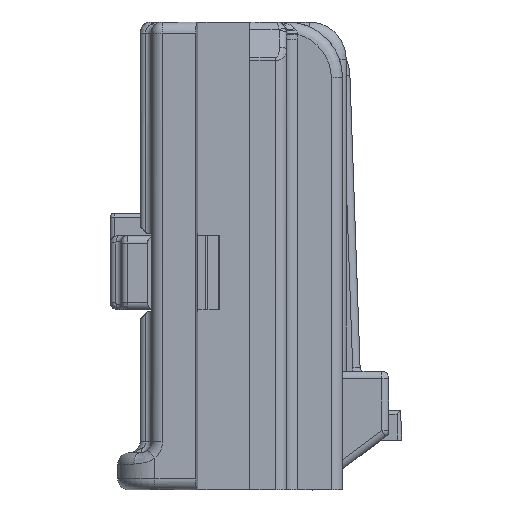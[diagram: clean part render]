
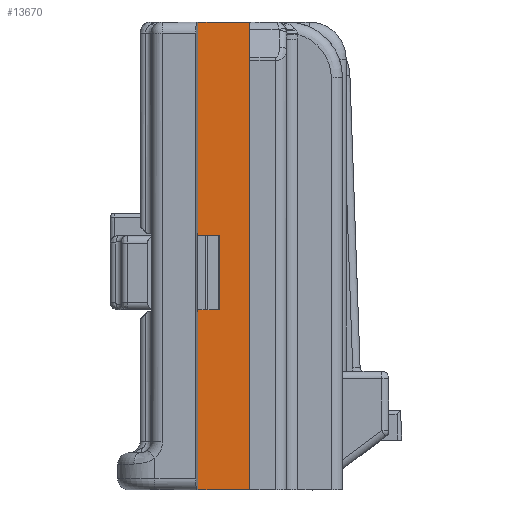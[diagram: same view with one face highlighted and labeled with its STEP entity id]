
A CAD part, left-side view. The second image highlights one B-rep face of the part: STEP entity #13670.
In plain terms, the highlighted planar face has unit normal (-1, 0, 0).
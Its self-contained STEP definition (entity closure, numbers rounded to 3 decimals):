
#533=DIRECTION('',(0.,0.,1.));
#534=VECTOR('',#533,2.1);
#535=CARTESIAN_POINT('',(-10.3,1.3,4.8));
#536=LINE('',#535,#534);
#537=DIRECTION('',(0.,0.,1.));
#538=VECTOR('',#537,5.7);
#539=CARTESIAN_POINT('',(-10.3,1.243,6.9));
#540=LINE('',#539,#538);
#541=DIRECTION('',(0.,0.,-1.));
#542=VECTOR('',#541,0.089);
#543=CARTESIAN_POINT('',(-10.3,-0.15,12.6));
#544=LINE('',#543,#542);
#545=DIRECTION('',(0.,0.,-1.));
#546=VECTOR('',#545,12.511);
#547=CARTESIAN_POINT('',(-10.3,-0.15,12.511));
#548=LINE('',#547,#546);
#549=DIRECTION('',(0.,1.,0.));
#550=VECTOR('',#549,1.393);
#551=CARTESIAN_POINT('',(-10.3,-0.15,0.));
#552=LINE('',#551,#550);
#553=DIRECTION('',(0.,1.,0.));
#554=VECTOR('',#553,0.565);
#555=CARTESIAN_POINT('',(-10.3,0.659,6.85));
#556=LINE('',#555,#554);
#596=DIRECTION('',(0.,0.,-1.));
#597=VECTOR('',#596,2.);
#598=CARTESIAN_POINT('',(-10.3,0.659,6.85));
#599=LINE('',#598,#597);
#626=DIRECTION('',(0.,1.,0.));
#627=VECTOR('',#626,0.565);
#628=CARTESIAN_POINT('',(-10.3,0.659,4.85));
#629=LINE('',#628,#627);
#830=DIRECTION('',(0.,1.,0.));
#831=VECTOR('',#830,0.057);
#832=CARTESIAN_POINT('',(-10.3,1.243,6.9));
#833=LINE('',#832,#831);
#978=DIRECTION('',(0.,1.,0.));
#979=VECTOR('',#978,1.393);
#980=CARTESIAN_POINT('',(-10.3,-0.15,12.6));
#981=LINE('',#980,#979);
#3844=DIRECTION('',(0.,0.,-1.));
#3845=VECTOR('',#3844,4.8);
#3846=CARTESIAN_POINT('',(-10.3,1.243,4.8));
#3847=LINE('',#3846,#3845);
#3918=DIRECTION('',(0.,1.,0.));
#3919=VECTOR('',#3918,0.057);
#3920=CARTESIAN_POINT('',(-10.3,1.243,4.8));
#3921=LINE('',#3920,#3919);
#8655=DIRECTION('',(0.,0.,1.));
#8656=VECTOR('',#8655,2.);
#8657=CARTESIAN_POINT('',(-10.3,1.224,4.85));
#8658=LINE('',#8657,#8656);
#10398=CARTESIAN_POINT('',(-10.3,1.243,0.));
#10399=VERTEX_POINT('',#10398);
#10400=CARTESIAN_POINT('',(-10.3,-0.15,0.));
#10401=VERTEX_POINT('',#10400);
#10648=CARTESIAN_POINT('',(-10.3,-0.15,12.6));
#10649=VERTEX_POINT('',#10648);
#10650=CARTESIAN_POINT('',(-10.3,1.243,12.6));
#10651=VERTEX_POINT('',#10650);
#11258=CARTESIAN_POINT('',(-10.3,-0.15,12.511));
#11259=VERTEX_POINT('',#11258);
#12691=CARTESIAN_POINT('',(-10.3,0.659,4.85));
#12692=CARTESIAN_POINT('',(-10.3,1.224,4.85));
#12693=VERTEX_POINT('',#12691);
#12694=VERTEX_POINT('',#12692);
#12695=CARTESIAN_POINT('',(-10.3,0.659,6.85));
#12696=CARTESIAN_POINT('',(-10.3,1.224,6.85));
#12697=VERTEX_POINT('',#12695);
#12698=VERTEX_POINT('',#12696);
#12707=CARTESIAN_POINT('',(-10.3,1.243,6.9));
#12708=VERTEX_POINT('',#12707);
#12709=CARTESIAN_POINT('',(-10.3,1.243,4.8));
#12710=VERTEX_POINT('',#12709);
#12736=CARTESIAN_POINT('',(-10.3,1.3,6.9));
#12738=VERTEX_POINT('',#12736);
#12761=CARTESIAN_POINT('',(-10.3,1.3,4.8));
#12763=VERTEX_POINT('',#12761);
#13637=CARTESIAN_POINT('',(-10.3,-0.15,12.6));
#13638=DIRECTION('',(1.,0.,0.));
#13639=DIRECTION('',(0.,1.,0.));
#13640=AXIS2_PLACEMENT_3D('',#13637,#13638,#13639);
#13641=PLANE('',#13640);
#13643=ORIENTED_EDGE('',*,*,#13642,.T.);
#13645=ORIENTED_EDGE('',*,*,#13644,.F.);
#13647=ORIENTED_EDGE('',*,*,#13646,.T.);
#13649=ORIENTED_EDGE('',*,*,#13648,.F.);
#13651=ORIENTED_EDGE('',*,*,#13650,.T.);
#13652=ORIENTED_EDGE('',*,*,#13625,.T.);
#13653=ORIENTED_EDGE('',*,*,#13292,.T.);
#13655=ORIENTED_EDGE('',*,*,#13654,.F.);
#13657=ORIENTED_EDGE('',*,*,#13656,.T.);
#13658=EDGE_LOOP('',(#13643,#13645,#13647,#13649,#13651,#13652,#13653,#13655,
#13657));
#13659=FACE_OUTER_BOUND('',#13658,.F.);
#13661=ORIENTED_EDGE('',*,*,#13660,.T.);
#13663=ORIENTED_EDGE('',*,*,#13662,.F.);
#13665=ORIENTED_EDGE('',*,*,#13664,.F.);
#13667=ORIENTED_EDGE('',*,*,#13666,.F.);
#13668=EDGE_LOOP('',(#13661,#13663,#13665,#13667));
#13669=FACE_BOUND('',#13668,.F.);
#13670=ADVANCED_FACE('',(#13659,#13669),#13641,.F.);
#13292=EDGE_CURVE('',#10401,#10399,#552,.T.);
#13625=EDGE_CURVE('',#11259,#10401,#548,.T.);
#13642=EDGE_CURVE('',#12763,#12738,#536,.T.);
#13644=EDGE_CURVE('',#12708,#12738,#833,.T.);
#13646=EDGE_CURVE('',#12708,#10651,#540,.T.);
#13648=EDGE_CURVE('',#10649,#10651,#981,.T.);
#13650=EDGE_CURVE('',#10649,#11259,#544,.T.);
#13654=EDGE_CURVE('',#12710,#10399,#3847,.T.);
#13656=EDGE_CURVE('',#12710,#12763,#3921,.T.);
#13660=EDGE_CURVE('',#12697,#12698,#556,.T.);
#13662=EDGE_CURVE('',#12694,#12698,#8658,.T.);
#13664=EDGE_CURVE('',#12693,#12694,#629,.T.);
#13666=EDGE_CURVE('',#12697,#12693,#599,.T.);
